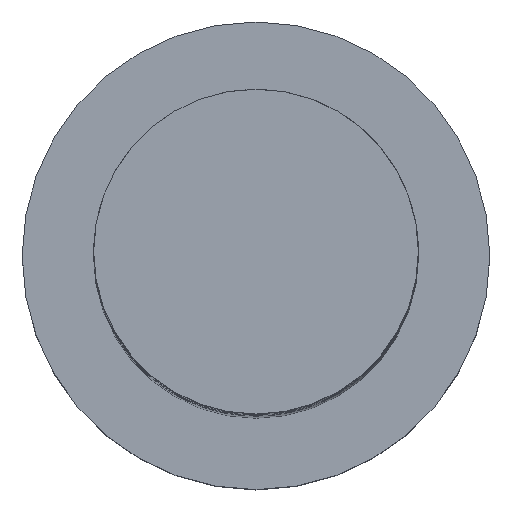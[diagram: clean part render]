
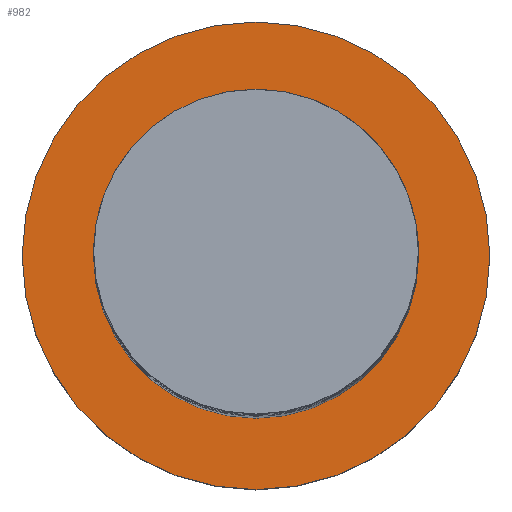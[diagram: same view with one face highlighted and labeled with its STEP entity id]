
A CAD part, top view. The second image highlights one B-rep face of the part: STEP entity #982.
In plain terms, the highlighted planar face has unit normal (0, 0, 1).
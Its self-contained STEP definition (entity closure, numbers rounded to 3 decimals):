
#6 = FACE_BOUND ( 'NONE', #493, .T. ) ;
#9 = AXIS2_PLACEMENT_3D ( 'NONE', #369, #826, #43 ) ;
#10 = CIRCLE ( 'NONE', #9, 6.25 ) ;
#43 = DIRECTION ( 'NONE',  ( 1., 0., 0. ) ) ;
#84 = CARTESIAN_POINT ( 'NONE',  ( 6.25, 0., 7. ) ) ;
#85 = EDGE_CURVE ( 'NONE', #1474, #870, #608, .T. ) ;
#114 = ORIENTED_EDGE ( 'NONE', *, *, #1027, .T. ) ;
#141 = CARTESIAN_POINT ( 'NONE',  ( 0., 0., 7. ) ) ;
#143 = ORIENTED_EDGE ( 'NONE', *, *, #1145, .F. ) ;
#151 = DIRECTION ( 'NONE',  ( 1., 0., 0. ) ) ;
#175 = DIRECTION ( 'NONE',  ( 0., 0., 1. ) ) ;
#188 = EDGE_CURVE ( 'NONE', #521, #686, #649, .T. ) ;
#226 = FACE_OUTER_BOUND ( 'NONE', #594, .T. ) ;
#227 = CARTESIAN_POINT ( 'NONE',  ( 0., 0., 7. ) ) ;
#282 = CARTESIAN_POINT ( 'NONE',  ( -6.25, 0., 7. ) ) ;
#322 = CARTESIAN_POINT ( 'NONE',  ( 9., 0., 7. ) ) ;
#369 = CARTESIAN_POINT ( 'NONE',  ( 0., 0., 7. ) ) ;
#460 = PLANE ( 'NONE',  #1426 ) ;
#493 = EDGE_LOOP ( 'NONE', ( #979, #143 ) ) ;
#521 = VERTEX_POINT ( 'NONE', #282 ) ;
#551 = DIRECTION ( 'NONE',  ( 0., 0., 1. ) ) ;
#590 = DIRECTION ( 'NONE',  ( 0., 0., 1. ) ) ;
#594 = EDGE_LOOP ( 'NONE', ( #114, #1280 ) ) ;
#608 = CIRCLE ( 'NONE', #1448, 9. ) ;
#614 = DIRECTION ( 'NONE',  ( 1., 0., 0. ) ) ;
#649 = CIRCLE ( 'NONE', #838, 6.25 ) ;
#686 = VERTEX_POINT ( 'NONE', #84 ) ;
#826 = DIRECTION ( 'NONE',  ( 0., 0., 1. ) ) ;
#838 = AXIS2_PLACEMENT_3D ( 'NONE', #965, #175, #1435 ) ;
#870 = VERTEX_POINT ( 'NONE', #1381 ) ;
#965 = CARTESIAN_POINT ( 'NONE',  ( 0., 0., 7. ) ) ;
#979 = ORIENTED_EDGE ( 'NONE', *, *, #188, .F. ) ;
#982 = ADVANCED_FACE ( 'NONE', ( #6, #226 ), #460, .T. ) ;
#1027 = EDGE_CURVE ( 'NONE', #870, #1474, #1401, .T. ) ;
#1106 = AXIS2_PLACEMENT_3D ( 'NONE', #141, #590, #614 ) ;
#1120 = CARTESIAN_POINT ( 'NONE',  ( 0., 0., 7. ) ) ;
#1144 = DIRECTION ( 'NONE',  ( 0., 0., 1. ) ) ;
#1145 = EDGE_CURVE ( 'NONE', #686, #521, #10, .T. ) ;
#1280 = ORIENTED_EDGE ( 'NONE', *, *, #85, .T. ) ;
#1381 = CARTESIAN_POINT ( 'NONE',  ( -9., 0., 7. ) ) ;
#1401 = CIRCLE ( 'NONE', #1106, 9. ) ;
#1408 = DIRECTION ( 'NONE',  ( 1., 0., 0. ) ) ;
#1426 = AXIS2_PLACEMENT_3D ( 'NONE', #1120, #551, #1408 ) ;
#1435 = DIRECTION ( 'NONE',  ( 1., 0., 0. ) ) ;
#1448 = AXIS2_PLACEMENT_3D ( 'NONE', #227, #1144, #151 ) ;
#1474 = VERTEX_POINT ( 'NONE', #322 ) ;
